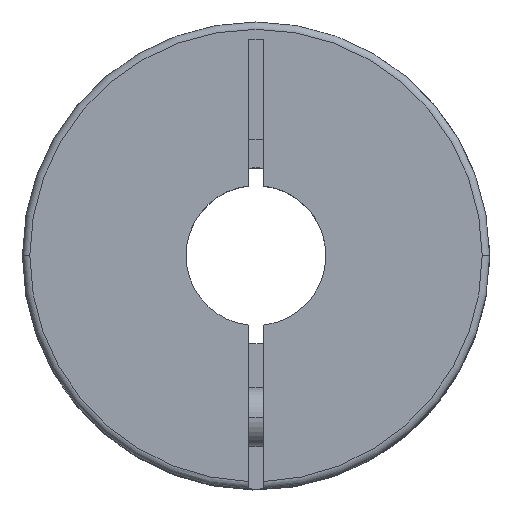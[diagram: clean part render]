
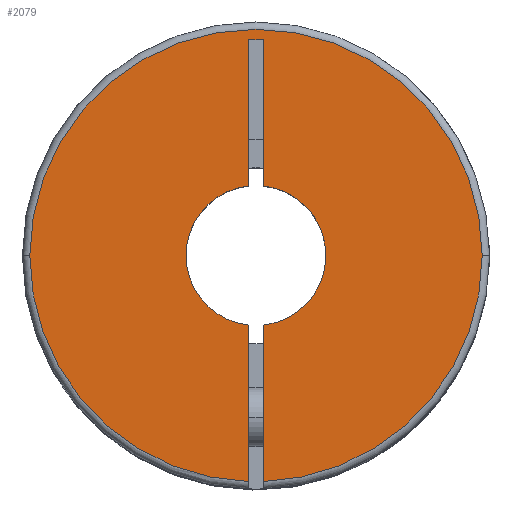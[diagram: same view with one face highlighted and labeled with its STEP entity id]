
A CAD part, top view. The second image highlights one B-rep face of the part: STEP entity #2079.
In plain terms, the highlighted planar face has unit normal (0, 0, 1).
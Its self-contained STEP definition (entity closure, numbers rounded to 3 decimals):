
#60 = EDGE_CURVE ( 'NONE', #2719, #1410, #3546, .T. ) ;
#83 = CARTESIAN_POINT ( 'NONE',  ( 0.5, -15.9, 0. ) ) ;
#87 = VECTOR ( 'NONE', #3497, 1000. ) ;
#107 = DIRECTION ( 'NONE',  ( -1., 0., 0. ) ) ;
#111 = DIRECTION ( 'NONE',  ( 0., 0., -1. ) ) ;
#163 = ORIENTED_EDGE ( 'NONE', *, *, #2440, .F. ) ;
#169 = DIRECTION ( 'NONE',  ( -1., 0., 0. ) ) ;
#302 = CARTESIAN_POINT ( 'NONE',  ( 0., 0., 0. ) ) ;
#303 = CARTESIAN_POINT ( 'NONE',  ( 0.5, -4.736, 0. ) ) ;
#370 = DIRECTION ( 'NONE',  ( -1., 0., 0. ) ) ;
#390 = EDGE_CURVE ( 'NONE', #2140, #2719, #1949, .T. ) ;
#404 = CARTESIAN_POINT ( 'NONE',  ( 0., 0., 0. ) ) ;
#445 = CARTESIAN_POINT ( 'NONE',  ( -0.5, 14.7, 0. ) ) ;
#455 = EDGE_CURVE ( 'NONE', #2298, #3710, #3085, .T. ) ;
#586 = DIRECTION ( 'NONE',  ( 0., -1., 0. ) ) ;
#606 = DIRECTION ( 'NONE',  ( -1., 0., 0. ) ) ;
#632 = ORIENTED_EDGE ( 'NONE', *, *, #2205, .F. ) ;
#705 = VECTOR ( 'NONE', #2569, 1000. ) ;
#707 = CARTESIAN_POINT ( 'NONE',  ( 0., 0., 0. ) ) ;
#979 = DIRECTION ( 'NONE',  ( 0., 1., 0. ) ) ;
#991 = VERTEX_POINT ( 'NONE', #3305 ) ;
#1014 = ORIENTED_EDGE ( 'NONE', *, *, #2964, .F. ) ;
#1029 = AXIS2_PLACEMENT_3D ( 'NONE', #2821, #2283, #169 ) ;
#1097 = CIRCLE ( 'NONE', #1343, 4.763 ) ;
#1134 = EDGE_LOOP ( 'NONE', ( #1398, #2281, #2881, #2992, #2797, #2180, #3413, #3553, #632, #1014, #163 ) ) ;
#1167 = CIRCLE ( 'NONE', #3865, 4.763 ) ;
#1184 = DIRECTION ( 'NONE',  ( 0., 0., -1. ) ) ;
#1242 = CARTESIAN_POINT ( 'NONE',  ( -15.4, 0., 0. ) ) ;
#1315 = EDGE_CURVE ( 'NONE', #2140, #3478, #1167, .T. ) ;
#1343 = AXIS2_PLACEMENT_3D ( 'NONE', #707, #1625, #107 ) ;
#1398 = ORIENTED_EDGE ( 'NONE', *, *, #60, .F. ) ;
#1410 = VERTEX_POINT ( 'NONE', #1242 ) ;
#1439 = CARTESIAN_POINT ( 'NONE',  ( -0.5, 14.7, 0. ) ) ;
#1548 = CARTESIAN_POINT ( 'NONE',  ( -4.763, 0., 0. ) ) ;
#1577 = DIRECTION ( 'NONE',  ( -1., 0., 0. ) ) ;
#1625 = DIRECTION ( 'NONE',  ( 0., 0., -1. ) ) ;
#1656 = CARTESIAN_POINT ( 'NONE',  ( 0.5, 14.7, 0. ) ) ;
#1949 = LINE ( 'NONE', #445, #705 ) ;
#2031 = CARTESIAN_POINT ( 'NONE',  ( 0.5, -15.392, 0. ) ) ;
#2042 = VERTEX_POINT ( 'NONE', #3650 ) ;
#2079 = ADVANCED_FACE ( 'NONE', ( #3693 ), #3388, .F. ) ;
#2140 = VERTEX_POINT ( 'NONE', #3370 ) ;
#2163 = AXIS2_PLACEMENT_3D ( 'NONE', #3644, #3342, #370 ) ;
#2180 = ORIENTED_EDGE ( 'NONE', *, *, #3580, .F. ) ;
#2205 = EDGE_CURVE ( 'NONE', #2271, #3710, #2328, .T. ) ;
#2252 = CARTESIAN_POINT ( 'NONE',  ( 15.4, 0., 0. ) ) ;
#2271 = VERTEX_POINT ( 'NONE', #2031 ) ;
#2281 = ORIENTED_EDGE ( 'NONE', *, *, #390, .F. ) ;
#2283 = DIRECTION ( 'NONE',  ( 0., 0., -1. ) ) ;
#2298 = VERTEX_POINT ( 'NONE', #2542 ) ;
#2328 = LINE ( 'NONE', #2879, #87 ) ;
#2418 = CARTESIAN_POINT ( 'NONE',  ( 0., 0., 0. ) ) ;
#2440 = EDGE_CURVE ( 'NONE', #1410, #2640, #2597, .T. ) ;
#2445 = DIRECTION ( 'NONE',  ( 0., -1., 0. ) ) ;
#2453 = DIRECTION ( 'NONE',  ( 0., 0., -1. ) ) ;
#2473 = AXIS2_PLACEMENT_3D ( 'NONE', #2418, #2453, #1577 ) ;
#2499 = CARTESIAN_POINT ( 'NONE',  ( 0., 0., 0. ) ) ;
#2542 = CARTESIAN_POINT ( 'NONE',  ( 0.5, 4.736, 0. ) ) ;
#2552 = LINE ( 'NONE', #83, #3811 ) ;
#2569 = DIRECTION ( 'NONE',  ( 0., -1., 0. ) ) ;
#2574 = EDGE_CURVE ( 'NONE', #3478, #2042, #1097, .T. ) ;
#2597 = CIRCLE ( 'NONE', #2163, 15.4 ) ;
#2640 = VERTEX_POINT ( 'NONE', #2252 ) ;
#2663 = VECTOR ( 'NONE', #2892, 1000. ) ;
#2719 = VERTEX_POINT ( 'NONE', #3468 ) ;
#2779 = VECTOR ( 'NONE', #586, 1000. ) ;
#2797 = ORIENTED_EDGE ( 'NONE', *, *, #2827, .F. ) ;
#2821 = CARTESIAN_POINT ( 'NONE',  ( 0., 0., 0. ) ) ;
#2827 = EDGE_CURVE ( 'NONE', #991, #2042, #3279, .T. ) ;
#2864 = DIRECTION ( 'NONE',  ( 0., 0., -1. ) ) ;
#2879 = CARTESIAN_POINT ( 'NONE',  ( 0.5, -15.9, 0. ) ) ;
#2881 = ORIENTED_EDGE ( 'NONE', *, *, #1315, .T. ) ;
#2892 = DIRECTION ( 'NONE',  ( -1., 0., 0. ) ) ;
#2938 = DIRECTION ( 'NONE',  ( -1., 0., 0. ) ) ;
#2964 = EDGE_CURVE ( 'NONE', #2640, #2271, #3033, .T. ) ;
#2992 = ORIENTED_EDGE ( 'NONE', *, *, #2574, .T. ) ;
#3033 = CIRCLE ( 'NONE', #2473, 15.4 ) ;
#3085 = CIRCLE ( 'NONE', #3345, 4.763 ) ;
#3279 = LINE ( 'NONE', #1439, #2779 ) ;
#3305 = CARTESIAN_POINT ( 'NONE',  ( -0.5, 14.7, 0. ) ) ;
#3342 = DIRECTION ( 'NONE',  ( 0., 0., -1. ) ) ;
#3345 = AXIS2_PLACEMENT_3D ( 'NONE', #404, #2864, #2938 ) ;
#3370 = CARTESIAN_POINT ( 'NONE',  ( -0.5, -4.736, 0. ) ) ;
#3388 = PLANE ( 'NONE',  #3751 ) ;
#3413 = ORIENTED_EDGE ( 'NONE', *, *, #3816, .F. ) ;
#3468 = CARTESIAN_POINT ( 'NONE',  ( -0.5, -15.392, 0. ) ) ;
#3478 = VERTEX_POINT ( 'NONE', #1548 ) ;
#3497 = DIRECTION ( 'NONE',  ( 0., 1., 0. ) ) ;
#3546 = CIRCLE ( 'NONE', #1029, 15.4 ) ;
#3553 = ORIENTED_EDGE ( 'NONE', *, *, #455, .T. ) ;
#3580 = EDGE_CURVE ( 'NONE', #3834, #991, #3753, .T. ) ;
#3644 = CARTESIAN_POINT ( 'NONE',  ( 0., 0., 0. ) ) ;
#3650 = CARTESIAN_POINT ( 'NONE',  ( -0.5, 4.736, 0. ) ) ;
#3693 = FACE_OUTER_BOUND ( 'NONE', #1134, .T. ) ;
#3710 = VERTEX_POINT ( 'NONE', #303 ) ;
#3751 = AXIS2_PLACEMENT_3D ( 'NONE', #2499, #111, #2445 ) ;
#3753 = LINE ( 'NONE', #3772, #2663 ) ;
#3772 = CARTESIAN_POINT ( 'NONE',  ( 0.5, 14.7, 0. ) ) ;
#3811 = VECTOR ( 'NONE', #979, 1000. ) ;
#3816 = EDGE_CURVE ( 'NONE', #2298, #3834, #2552, .T. ) ;
#3834 = VERTEX_POINT ( 'NONE', #1656 ) ;
#3865 = AXIS2_PLACEMENT_3D ( 'NONE', #302, #1184, #606 ) ;
